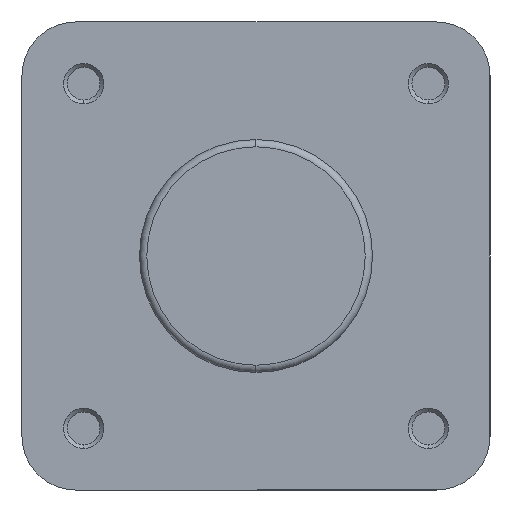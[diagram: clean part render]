
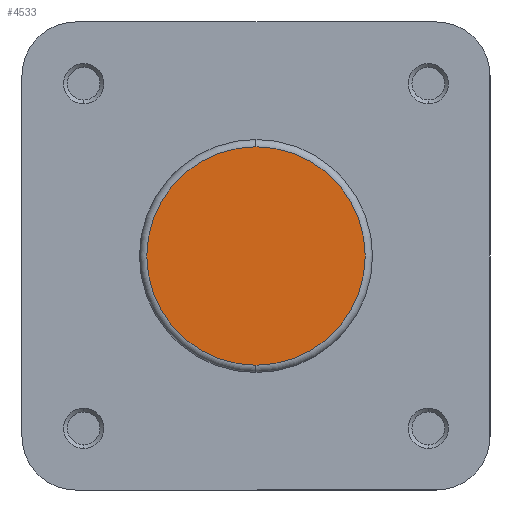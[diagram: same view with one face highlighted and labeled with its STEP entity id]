
A CAD part, left-side view. The second image highlights one B-rep face of the part: STEP entity #4533.
In plain terms, the highlighted planar face has unit normal (-1, 0, 0).
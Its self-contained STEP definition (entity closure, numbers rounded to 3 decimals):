
#442 = CARTESIAN_POINT ( 'NONE',  ( 0., 0., 22.4 ) ) ;
#443 = CARTESIAN_POINT ( 'NONE',  ( 0., 0., -22.4 ) ) ;
#1145 = CARTESIAN_POINT ( 'NONE',  ( 0., 0., 0. ) ) ;
#1158 = DIRECTION ( 'NONE',  ( -1., 0., 0. ) ) ;
#1159 = DIRECTION ( 'NONE',  ( 0., 0., -1. ) ) ;
#1160 = CARTESIAN_POINT ( 'NONE',  ( 0., 0., 0. ) ) ;
#1165 = DIRECTION ( 'NONE',  ( -1., 0., 0. ) ) ;
#1166 = DIRECTION ( 'NONE',  ( 0., 0., -1. ) ) ;
#1520 = CIRCLE ( 'NONE', #3669, 22.4 ) ;
#1525 = CIRCLE ( 'NONE', #3665, 22.4 ) ;
#2242 = EDGE_LOOP ( 'NONE', ( #3906, #3905 ) ) ;
#2729 = FACE_OUTER_BOUND ( 'NONE', #2242, .T. ) ;
#3440 = AXIS2_PLACEMENT_3D ( 'NONE', #5739, #5747, #5748 ) ;
#3665 = AXIS2_PLACEMENT_3D ( 'NONE', #1160, #1165, #1166 ) ;
#3669 = AXIS2_PLACEMENT_3D ( 'NONE', #1145, #1158, #1159 ) ;
#3905 = ORIENTED_EDGE ( 'NONE', *, *, #6156, .T. ) ;
#3906 = ORIENTED_EDGE ( 'NONE', *, *, #6153, .T. ) ;
#4533 = ADVANCED_FACE ( 'NONE', ( #2729 ), #5732, .F. ) ;
#4724 = VERTEX_POINT ( 'NONE', #442 ) ;
#4725 = VERTEX_POINT ( 'NONE', #443 ) ;
#5732 = PLANE ( 'NONE',  #3440 ) ;
#5739 = CARTESIAN_POINT ( 'NONE',  ( 0., 23.9, 0. ) ) ;
#5747 = DIRECTION ( 'NONE',  ( 1., 0., 0. ) ) ;
#5748 = DIRECTION ( 'NONE',  ( 0., 0., -1. ) ) ;
#6153 = EDGE_CURVE ( 'NONE', #4725, #4724, #1520, .T. ) ;
#6156 = EDGE_CURVE ( 'NONE', #4724, #4725, #1525, .T. ) ;
